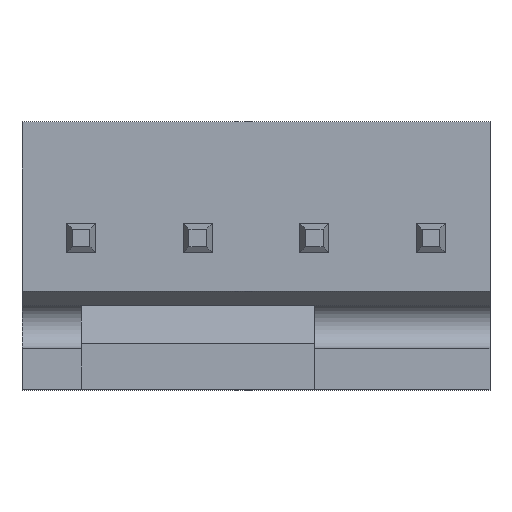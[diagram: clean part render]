
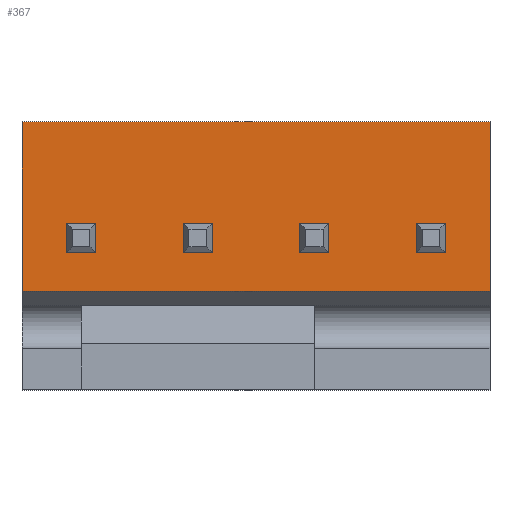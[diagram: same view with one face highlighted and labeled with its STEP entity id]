
A CAD part, top view. The second image highlights one B-rep face of the part: STEP entity #367.
In plain terms, the highlighted planar face has unit normal (0, 0, 1).
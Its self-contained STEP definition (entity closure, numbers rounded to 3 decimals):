
#367=ADVANCED_FACE('',(#685),#687,.T.);
#685=FACE_BOUND('',#686,.T.);
#686=EDGE_LOOP('',(#932,#933,#934,#935));
#687=PLANE('',#688);
#688=AXIS2_PLACEMENT_3D('',#689,#690,#691);
#689=CARTESIAN_POINT('',(8.91,-1.149,2.5));
#690=DIRECTION('',(0.,-0.,1.));
#691=DIRECTION('',(0.,1.,0.));
#932=ORIENTED_EDGE('',*,*,#1059,.T.);
#933=ORIENTED_EDGE('',*,*,#1075,.T.);
#934=ORIENTED_EDGE('',*,*,#1069,.F.);
#935=ORIENTED_EDGE('',*,*,#1086,.F.);
#1059=EDGE_CURVE('',#1165,#1163,#1166,.T.);
#1069=EDGE_CURVE('',#1182,#1184,#1185,.T.);
#1075=EDGE_CURVE('',#1163,#1184,#1194,.T.);
#1086=EDGE_CURVE('',#1165,#1182,#1210,.T.);
#1163=VERTEX_POINT('',#1346);
#1165=VERTEX_POINT('',#1350);
#1166=LINE('',#1351,#1352);
#1182=VERTEX_POINT('',#1387);
#1184=VERTEX_POINT('',#1391);
#1185=LINE('',#1392,#1393);
#1194=LINE('',#1413,#1414);
#1210=LINE('',#1451,#1452);
#1346=CARTESIAN_POINT('',(8.91,2.54,2.5));
#1350=CARTESIAN_POINT('',(8.91,-1.149,2.5));
#1351=CARTESIAN_POINT('',(8.91,-1.149,2.5));
#1352=VECTOR('',#1353,1.);
#1353=DIRECTION('',(0.,1.,0.));
#1387=CARTESIAN_POINT('',(-1.29,-1.149,2.5));
#1391=CARTESIAN_POINT('',(-1.29,2.54,2.5));
#1392=CARTESIAN_POINT('',(-1.29,-1.149,2.5));
#1393=VECTOR('',#1394,1.);
#1394=DIRECTION('',(0.,1.,0.));
#1413=CARTESIAN_POINT('',(8.91,2.54,2.5));
#1414=VECTOR('',#1415,1.);
#1415=DIRECTION('',(-1.,0.,0.));
#1451=CARTESIAN_POINT('',(8.91,-1.149,2.5));
#1452=VECTOR('',#1453,1.);
#1453=DIRECTION('',(-1.,0.,0.));
